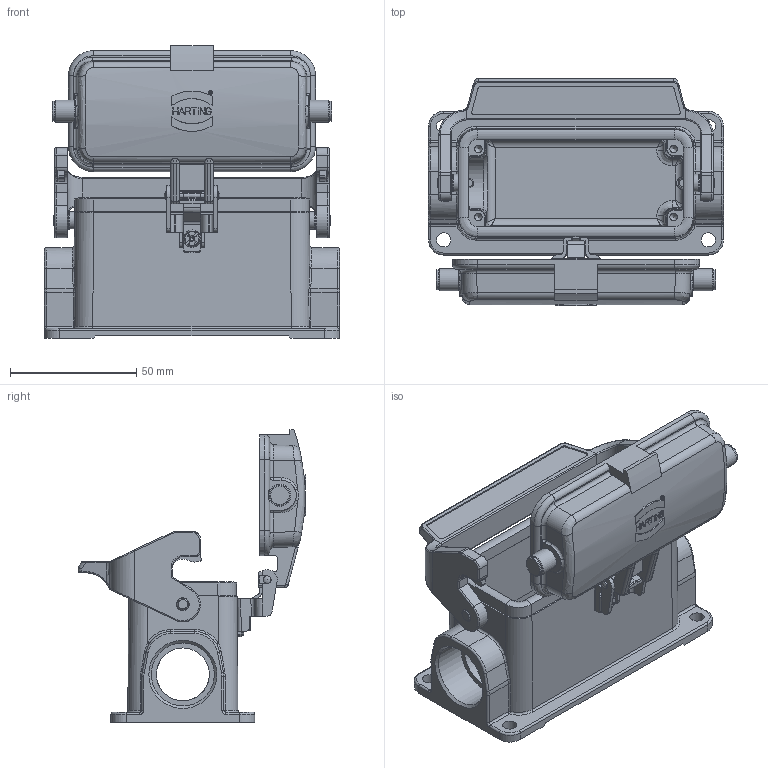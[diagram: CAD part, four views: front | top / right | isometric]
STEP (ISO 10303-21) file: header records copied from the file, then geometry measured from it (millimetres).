
FILE_DESCRIPTION(/* description */ (''),/* implementation_level */ '2;1');
FILE_NAME(/* name */ '100094912ugm000_c.stp',/* time_stamp */ '2017-11-06T09:57:45+01:00',/* author */ (''),/* organization */ (''),/* preprocessor_version */ 'ST-DEVELOPER v16',/* originating_system */ 'SIEMENS PLM Software NX 10.0',/* authorisation */ '');
FILE_SCHEMA (('AUTOMOTIVE_DESIGN { 1 0 10303 214 3 1 1 1 }'));
Length unit declared in the file: millimetre
Products named in the file (1): 100094912ugm000_c
Bounding box: 117 x 90.25 x 116.08 mm (x, y, z)
Volume: 129846.8 mm3; surface area: 73696.3 mm2
Topology: 3 solids, 3 shells, 1099 faces, 2891 edges, 1827 vertices
Faces by surface type: plane 482, cylinder 338, bspline 162, cone 52, torus 43, extrusion 16, sphere 6
Full cylindrical faces by diameter (mm): 1.52 x1, 1.68 x1, 3 x6, 4 x4, 4.8 x2, 5 x2, 5.1 x2, 5.6 x4, 7 x3, 8 x2, 8.8 x2, 21 x2, 25 x2
Entity records: 43706 total; most frequent: CARTESIAN_POINT 12848, ORIENTED_EDGE 5566, DIRECTION 5094, EDGE_CURVE 2783, AXIS2_PLACEMENT_3D 1838, VERTEX_POINT 1794, VECTOR 1418, LINE 1402
